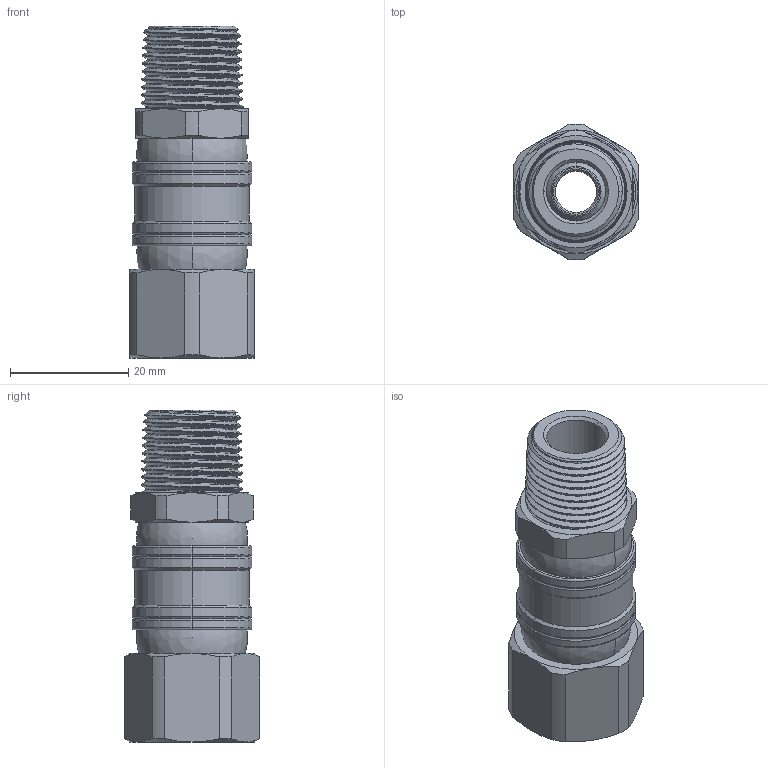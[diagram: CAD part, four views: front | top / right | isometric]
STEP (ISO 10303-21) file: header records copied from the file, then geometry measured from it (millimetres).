
FILE_DESCRIPTION (( 'STEP AP214' ), '1' );
FILE_NAME ('NFA-G3F3M.STEP', '2019-10-29T05:18:39', ( '' ), ( '' ), 'SwSTEP 2.0', 'SolidWorks 2013', '' );
FILE_SCHEMA (( 'AUTOMOTIVE_DESIGN' ));
Length unit declared in the file: millimetre
Products named in the file (8): 2.5止めねじ; Yパッキン; φ2ボール; リングS; NFA-3M; NFA-G3F; φ7テツアレイ; NFA-G3F3M
Assembly tree (10 placements, depth 2):
  NFA-G3F3M
    φ7テツアレイ
    NFA-G3F
    NFA-3M
    リングS
    φ2ボール  x2
    Yパッキン  x2
    2.5止めねじ  x2
Bounding box: 21 x 22.99 x 56.2 mm (x, y, z)
Volume: 9873.3 mm3; surface area: 11411.5 mm2
Topology: 10 solids, 10 shells, 318 faces, 787 edges, 492 vertices
Faces by surface type: cone 109, cylinder 60, plane 56, bspline 53, torus 28, sphere 12
Entity records: 29649 total; most frequent: CARTESIAN_POINT 23350, ORIENTED_EDGE 1330, DIRECTION 1157, EDGE_CURVE 665, AXIS2_PLACEMENT_3D 502, VERTEX_POINT 416, EDGE_LOOP 303, FACE_OUTER_BOUND 276
